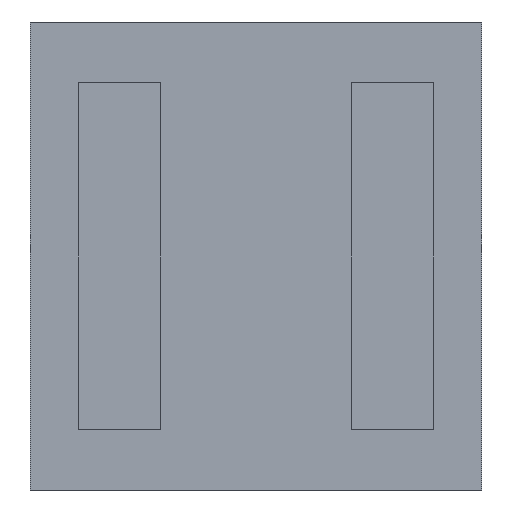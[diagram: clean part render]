
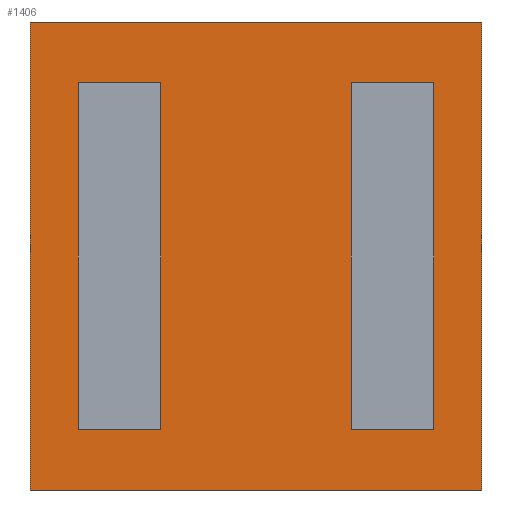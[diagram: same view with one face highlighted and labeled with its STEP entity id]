
A CAD part, front view. The second image highlights one B-rep face of the part: STEP entity #1406.
In plain terms, the highlighted planar face has unit normal (0, -1, 0).
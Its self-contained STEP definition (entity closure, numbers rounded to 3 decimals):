
#3 = EDGE_LOOP ( 'NONE', ( #898, #1205, #1492, #181 ) ) ;
#5 = CARTESIAN_POINT ( 'NONE',  ( -2.74, 0., -2.84 ) ) ;
#14 = VECTOR ( 'NONE', #1033, 1000. ) ;
#33 = EDGE_CURVE ( 'NONE', #1465, #980, #518, .T. ) ;
#47 = ORIENTED_EDGE ( 'NONE', *, *, #66, .F. ) ;
#66 = EDGE_CURVE ( 'NONE', #675, #1465, #629, .T. ) ;
#82 = VERTEX_POINT ( 'NONE', #438 ) ;
#89 = DIRECTION ( 'NONE',  ( 1., 0., 0. ) ) ;
#97 = CARTESIAN_POINT ( 'NONE',  ( 0., 0., 0. ) ) ;
#102 = LINE ( 'NONE', #112, #14 ) ;
#112 = CARTESIAN_POINT ( 'NONE',  ( -2.74, 0., -2.84 ) ) ;
#124 = VECTOR ( 'NONE', #858, 1000. ) ;
#159 = CARTESIAN_POINT ( 'NONE',  ( -2.155, 0., -2.1 ) ) ;
#181 = ORIENTED_EDGE ( 'NONE', *, *, #615, .T. ) ;
#196 = DIRECTION ( 'NONE',  ( 0., 0., 1. ) ) ;
#238 = EDGE_CURVE ( 'NONE', #980, #1187, #1030, .T. ) ;
#246 = VECTOR ( 'NONE', #1301, 1000. ) ;
#307 = VECTOR ( 'NONE', #1097, 1000. ) ;
#308 = DIRECTION ( 'NONE',  ( 0., 0., -1. ) ) ;
#326 = LINE ( 'NONE', #604, #1431 ) ;
#351 = CARTESIAN_POINT ( 'NONE',  ( 2.155, 0., 0. ) ) ;
#362 = VERTEX_POINT ( 'NONE', #1309 ) ;
#383 = EDGE_LOOP ( 'NONE', ( #1048, #400, #1448, #403 ) ) ;
#390 = EDGE_CURVE ( 'NONE', #940, #583, #102, .T. ) ;
#400 = ORIENTED_EDGE ( 'NONE', *, *, #1356, .F. ) ;
#403 = ORIENTED_EDGE ( 'NONE', *, *, #1622, .F. ) ;
#438 = CARTESIAN_POINT ( 'NONE',  ( -1.155, 0., 2.1 ) ) ;
#447 = VECTOR ( 'NONE', #196, 1000. ) ;
#455 = DIRECTION ( 'NONE',  ( -1., 0., 0. ) ) ;
#493 = LINE ( 'NONE', #791, #246 ) ;
#510 = VECTOR ( 'NONE', #1458, 1000. ) ;
#518 = LINE ( 'NONE', #351, #124 ) ;
#551 = LINE ( 'NONE', #5, #1256 ) ;
#570 = CARTESIAN_POINT ( 'NONE',  ( 1.155, 0., 2.1 ) ) ;
#579 = CARTESIAN_POINT ( 'NONE',  ( 0., 0., 2.1 ) ) ;
#583 = VERTEX_POINT ( 'NONE', #1565 ) ;
#604 = CARTESIAN_POINT ( 'NONE',  ( 0., 0., -2.1 ) ) ;
#615 = EDGE_CURVE ( 'NONE', #583, #652, #493, .T. ) ;
#629 = LINE ( 'NONE', #1651, #1010 ) ;
#631 = DIRECTION ( 'NONE',  ( 1., 0., 0. ) ) ;
#635 = EDGE_CURVE ( 'NONE', #1447, #940, #551, .T. ) ;
#652 = VERTEX_POINT ( 'NONE', #1430 ) ;
#662 = EDGE_CURVE ( 'NONE', #362, #1090, #1414, .T. ) ;
#664 = CARTESIAN_POINT ( 'NONE',  ( -2.155, 0., 0. ) ) ;
#675 = VERTEX_POINT ( 'NONE', #1172 ) ;
#682 = AXIS2_PLACEMENT_3D ( 'NONE', #97, #760, #996 ) ;
#711 = CARTESIAN_POINT ( 'NONE',  ( -2.74, 0., -2.84 ) ) ;
#760 = DIRECTION ( 'NONE',  ( 0., 1., 0. ) ) ;
#775 = LINE ( 'NONE', #970, #1164 ) ;
#791 = CARTESIAN_POINT ( 'NONE',  ( 2.74, 0., -2.84 ) ) ;
#804 = CARTESIAN_POINT ( 'NONE',  ( -2.74, 0., 2.84 ) ) ;
#816 = VECTOR ( 'NONE', #455, 1000. ) ;
#818 = ORIENTED_EDGE ( 'NONE', *, *, #33, .F. ) ;
#858 = DIRECTION ( 'NONE',  ( 0., 0., 1. ) ) ;
#864 = CARTESIAN_POINT ( 'NONE',  ( 2.155, 0., 2.1 ) ) ;
#898 = ORIENTED_EDGE ( 'NONE', *, *, #1054, .T. ) ;
#899 = LINE ( 'NONE', #804, #510 ) ;
#906 = VECTOR ( 'NONE', #1683, 1000. ) ;
#921 = EDGE_CURVE ( 'NONE', #1127, #82, #1206, .T. ) ;
#937 = EDGE_LOOP ( 'NONE', ( #47, #1379, #1509, #818 ) ) ;
#940 = VERTEX_POINT ( 'NONE', #711 ) ;
#945 = CARTESIAN_POINT ( 'NONE',  ( -1.155, 0., -2.1 ) ) ;
#970 = CARTESIAN_POINT ( 'NONE',  ( 1.155, 0., 0. ) ) ;
#980 = VERTEX_POINT ( 'NONE', #864 ) ;
#996 = DIRECTION ( 'NONE',  ( 0., 0., 1. ) ) ;
#1010 = VECTOR ( 'NONE', #631, 1000. ) ;
#1030 = LINE ( 'NONE', #579, #307 ) ;
#1033 = DIRECTION ( 'NONE',  ( 1., 0., 0. ) ) ;
#1048 = ORIENTED_EDGE ( 'NONE', *, *, #921, .F. ) ;
#1049 = DIRECTION ( 'NONE',  ( 0., 0., -1. ) ) ;
#1054 = EDGE_CURVE ( 'NONE', #652, #1447, #899, .T. ) ;
#1090 = VERTEX_POINT ( 'NONE', #159 ) ;
#1097 = DIRECTION ( 'NONE',  ( -1., 0., 0. ) ) ;
#1127 = VERTEX_POINT ( 'NONE', #945 ) ;
#1164 = VECTOR ( 'NONE', #308, 1000. ) ;
#1172 = CARTESIAN_POINT ( 'NONE',  ( 1.155, 0., -2.1 ) ) ;
#1187 = VERTEX_POINT ( 'NONE', #570 ) ;
#1205 = ORIENTED_EDGE ( 'NONE', *, *, #635, .T. ) ;
#1206 = LINE ( 'NONE', #1367, #447 ) ;
#1256 = VECTOR ( 'NONE', #1049, 1000. ) ;
#1301 = DIRECTION ( 'NONE',  ( 0., 0., 1. ) ) ;
#1309 = CARTESIAN_POINT ( 'NONE',  ( -2.155, 0., 2.1 ) ) ;
#1311 = FACE_BOUND ( 'NONE', #383, .T. ) ;
#1356 = EDGE_CURVE ( 'NONE', #1090, #1127, #326, .T. ) ;
#1367 = CARTESIAN_POINT ( 'NONE',  ( -1.155, 0., 0. ) ) ;
#1379 = ORIENTED_EDGE ( 'NONE', *, *, #1563, .F. ) ;
#1381 = LINE ( 'NONE', #1607, #816 ) ;
#1387 = FACE_OUTER_BOUND ( 'NONE', #3, .T. ) ;
#1406 = ADVANCED_FACE ( 'NONE', ( #1311, #1387, #1650 ), #1656, .F. ) ;
#1414 = LINE ( 'NONE', #664, #906 ) ;
#1421 = CARTESIAN_POINT ( 'NONE',  ( 2.155, 0., -2.1 ) ) ;
#1430 = CARTESIAN_POINT ( 'NONE',  ( 2.74, 0., 2.84 ) ) ;
#1431 = VECTOR ( 'NONE', #89, 1000. ) ;
#1447 = VERTEX_POINT ( 'NONE', #1564 ) ;
#1448 = ORIENTED_EDGE ( 'NONE', *, *, #662, .F. ) ;
#1458 = DIRECTION ( 'NONE',  ( -1., 0., 0. ) ) ;
#1465 = VERTEX_POINT ( 'NONE', #1421 ) ;
#1492 = ORIENTED_EDGE ( 'NONE', *, *, #390, .T. ) ;
#1509 = ORIENTED_EDGE ( 'NONE', *, *, #238, .F. ) ;
#1563 = EDGE_CURVE ( 'NONE', #1187, #675, #775, .T. ) ;
#1564 = CARTESIAN_POINT ( 'NONE',  ( -2.74, 0., 2.84 ) ) ;
#1565 = CARTESIAN_POINT ( 'NONE',  ( 2.74, 0., -2.84 ) ) ;
#1607 = CARTESIAN_POINT ( 'NONE',  ( 0., 0., 2.1 ) ) ;
#1622 = EDGE_CURVE ( 'NONE', #82, #362, #1381, .T. ) ;
#1650 = FACE_BOUND ( 'NONE', #937, .T. ) ;
#1651 = CARTESIAN_POINT ( 'NONE',  ( 0., 0., -2.1 ) ) ;
#1656 = PLANE ( 'NONE',  #682 ) ;
#1683 = DIRECTION ( 'NONE',  ( 0., 0., -1. ) ) ;
